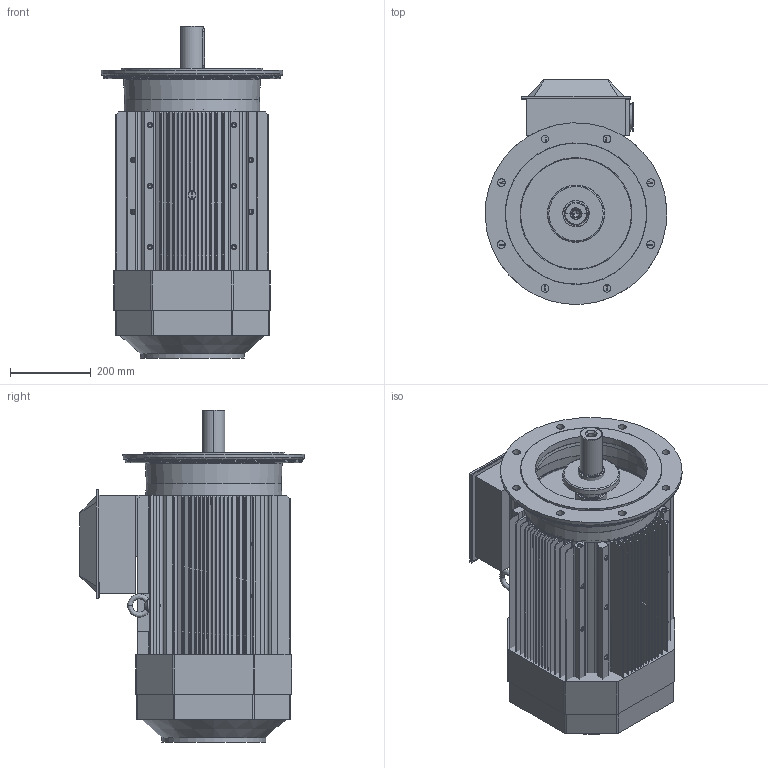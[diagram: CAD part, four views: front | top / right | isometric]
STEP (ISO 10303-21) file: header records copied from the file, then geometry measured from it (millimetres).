
FILE_DESCRIPTION(/* description */ (''),/* implementation_level */ '2;1');
FILE_NAME(/* name */ 'M2AA IE2 225 2P LARGE TERM.BOX B5.stp',/* time_stamp */ '2015-07-07T14:53:38+02:00',/* author */ (''),/* organization */ (''),/* preprocessor_version */ 'ST-DEVELOPER v14',/* originating_system */ 'SIEMENS PLM Software NX 8.0',/* authorisation */ '');
FILE_SCHEMA (('AUTOMOTIVE_DESIGN { 1 0 10303 214 3 1 1 1 }'));
Products named in the file (1): M2AA IE2 225 2P LARGE TERM.BOX B5_igs
Bounding box: 449.26 x 556.7 x 821.14 mm (x, y, z)
Volume: 42092960.8 mm3; surface area: 3766132.7 mm2
Topology: 6 solids, 1017 shells, 1214 faces, 5548 edges, 5210 vertices
Faces by surface type: cylinder 524, plane 509, cone 118, bspline 32, torus 31
Full cylindrical faces by diameter (mm): 3.3 x4, 5.5 x4, 10.106 x6, 10.2 x36, 11 x1, 12 x22, 16 x2, 19 x8, 20 x1, 20.127 x2, 30 x2, 47 x1, 57 x1, 61.376 x1, 63 x3, 70 x1, 71 x1, 256.433 x1, 323 x1, 331 x2, 350 x1
Entity records: 86116 total; most frequent: CARTESIAN_POINT 36323, DIRECTION 7413, ORIENTED_EDGE 5799, EDGE_CURVE 5322, VERTEX_POINT 5174, AXIS2_PLACEMENT_3D 2616, LINE 2181, VECTOR 2181
